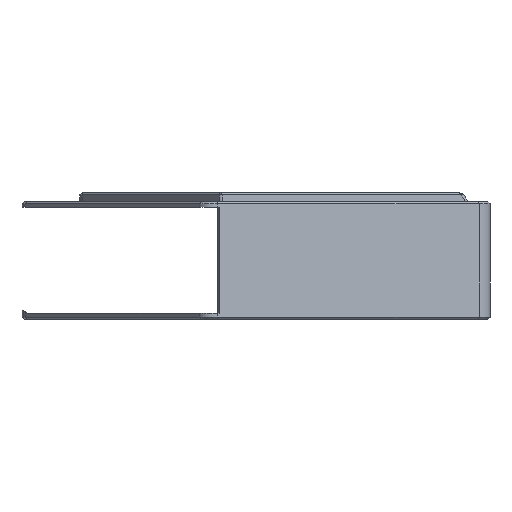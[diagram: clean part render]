
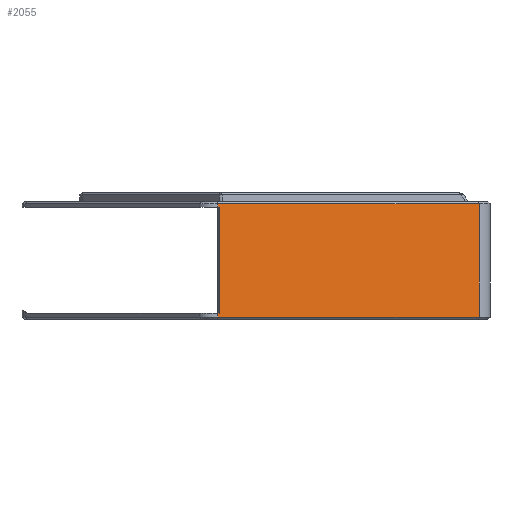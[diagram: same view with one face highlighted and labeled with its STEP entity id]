
A CAD part, front view. The second image highlights one B-rep face of the part: STEP entity #2055.
In plain terms, the highlighted planar face has unit normal (0.337, -0.941, 0).
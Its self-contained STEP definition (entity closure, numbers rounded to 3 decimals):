
#44 = PLANE('',#45);
#45 = AXIS2_PLACEMENT_3D('',#46,#47,#48);
#46 = CARTESIAN_POINT('',(170.281,44.185,-0.375));
#47 = DIRECTION('',(-0.239,0.666,-0.707));
#48 = DIRECTION('',(0.941,0.337,-0.));
#632 = VERTEX_POINT('',#633);
#633 = CARTESIAN_POINT('',(170.408,43.832,-0.75));
#655 = VERTEX_POINT('',#656);
#656 = CARTESIAN_POINT('',(81.662,12.036,-0.75));
#676 = EDGE_CURVE('',#632,#655,#677,.T.);
#677 = SURFACE_CURVE('',#678,(#682,#689),.PCURVE_S1.);
#678 = LINE('',#679,#680);
#679 = CARTESIAN_POINT('',(170.408,43.832,-0.75));
#680 = VECTOR('',#681,1.);
#681 = DIRECTION('',(-0.941,-0.337,0.));
#682 = PCURVE('',#44,#683);
#683 = DEFINITIONAL_REPRESENTATION('',(#684),#688);
#684 = LINE('',#685,#686);
#685 = CARTESIAN_POINT('',(0.,0.53));
#686 = VECTOR('',#687,1.);
#687 = DIRECTION('',(-1.,0.));
#688 = ( GEOMETRIC_REPRESENTATION_CONTEXT(2) 
PARAMETRIC_REPRESENTATION_CONTEXT() REPRESENTATION_CONTEXT('2D SPACE',''
  ) );
#689 = PCURVE('',#690,#695);
#690 = PLANE('',#691);
#691 = AXIS2_PLACEMENT_3D('',#692,#693,#694);
#692 = CARTESIAN_POINT('',(170.408,43.832,0.));
#693 = DIRECTION('',(-0.337,0.941,0.));
#694 = DIRECTION('',(-0.941,-0.337,0.));
#695 = DEFINITIONAL_REPRESENTATION('',(#696),#700);
#696 = LINE('',#697,#698);
#697 = CARTESIAN_POINT('',(-0.,-0.75));
#698 = VECTOR('',#699,1.);
#699 = DIRECTION('',(1.,0.));
#700 = ( GEOMETRIC_REPRESENTATION_CONTEXT(2) 
PARAMETRIC_REPRESENTATION_CONTEXT() REPRESENTATION_CONTEXT('2D SPACE',''
  ) );
#744 = CYLINDRICAL_SURFACE('',#745,5.643);
#745 = AXIS2_PLACEMENT_3D('',#746,#747,#748);
#746 = CARTESIAN_POINT('',(168.451,49.125,0.));
#747 = DIRECTION('',(0.,0.,1.));
#748 = DIRECTION('',(1.,0.,0.));
#799 = CYLINDRICAL_SURFACE('',#800,5.431);
#800 = AXIS2_PLACEMENT_3D('',#801,#802,#803);
#801 = CARTESIAN_POINT('',(79.719,17.107,0.));
#802 = DIRECTION('',(0.,0.,1.));
#803 = DIRECTION('',(1.,0.,0.));
#2055 = ADVANCED_FACE('',(#2056),#690,.F.);
#2056 = FACE_BOUND('',#2057,.F.);
#2057 = EDGE_LOOP('',(#2058,#2081,#2082,#2105,#2133,#2161,#2189,#2217));
#2058 = ORIENTED_EDGE('',*,*,#2059,.F.);
#2059 = EDGE_CURVE('',#655,#2060,#2062,.T.);
#2060 = VERTEX_POINT('',#2061);
#2061 = CARTESIAN_POINT('',(81.662,12.036,-2.));
#2062 = SURFACE_CURVE('',#2063,(#2067,#2074),.PCURVE_S1.);
#2063 = LINE('',#2064,#2065);
#2064 = CARTESIAN_POINT('',(81.662,12.036,0.));
#2065 = VECTOR('',#2066,1.);
#2066 = DIRECTION('',(-0.,-0.,-1.));
#2067 = PCURVE('',#690,#2068);
#2068 = DEFINITIONAL_REPRESENTATION('',(#2069),#2073);
#2069 = LINE('',#2070,#2071);
#2070 = CARTESIAN_POINT('',(94.27,0.));
#2071 = VECTOR('',#2072,1.);
#2072 = DIRECTION('',(0.,-1.));
#2073 = ( GEOMETRIC_REPRESENTATION_CONTEXT(2) 
PARAMETRIC_REPRESENTATION_CONTEXT() REPRESENTATION_CONTEXT('2D SPACE',''
  ) );
#2074 = PCURVE('',#799,#2075);
#2075 = DEFINITIONAL_REPRESENTATION('',(#2076),#2080);
#2076 = LINE('',#2077,#2078);
#2077 = CARTESIAN_POINT('',(5.078,0.));
#2078 = VECTOR('',#2079,1.);
#2079 = DIRECTION('',(0.,-1.));
#2080 = ( GEOMETRIC_REPRESENTATION_CONTEXT(2) 
PARAMETRIC_REPRESENTATION_CONTEXT() REPRESENTATION_CONTEXT('2D SPACE',''
  ) );
#2081 = ORIENTED_EDGE('',*,*,#676,.F.);
#2082 = ORIENTED_EDGE('',*,*,#2083,.T.);
#2083 = EDGE_CURVE('',#632,#2084,#2086,.T.);
#2084 = VERTEX_POINT('',#2085);
#2085 = CARTESIAN_POINT('',(170.408,43.832,-39.25));
#2086 = SURFACE_CURVE('',#2087,(#2091,#2098),.PCURVE_S1.);
#2087 = LINE('',#2088,#2089);
#2088 = CARTESIAN_POINT('',(170.408,43.832,0.));
#2089 = VECTOR('',#2090,1.);
#2090 = DIRECTION('',(-0.,-0.,-1.));
#2091 = PCURVE('',#690,#2092);
#2092 = DEFINITIONAL_REPRESENTATION('',(#2093),#2097);
#2093 = LINE('',#2094,#2095);
#2094 = CARTESIAN_POINT('',(0.,0.));
#2095 = VECTOR('',#2096,1.);
#2096 = DIRECTION('',(0.,-1.));
#2097 = ( GEOMETRIC_REPRESENTATION_CONTEXT(2) 
PARAMETRIC_REPRESENTATION_CONTEXT() REPRESENTATION_CONTEXT('2D SPACE',''
  ) );
#2098 = PCURVE('',#744,#2099);
#2099 = DEFINITIONAL_REPRESENTATION('',(#2100),#2104);
#2100 = LINE('',#2101,#2102);
#2101 = CARTESIAN_POINT('',(5.066,0.));
#2102 = VECTOR('',#2103,1.);
#2103 = DIRECTION('',(0.,-1.));
#2104 = ( GEOMETRIC_REPRESENTATION_CONTEXT(2) 
PARAMETRIC_REPRESENTATION_CONTEXT() REPRESENTATION_CONTEXT('2D SPACE',''
  ) );
#2105 = ORIENTED_EDGE('',*,*,#2106,.T.);
#2106 = EDGE_CURVE('',#2084,#2107,#2109,.T.);
#2107 = VERTEX_POINT('',#2108);
#2108 = CARTESIAN_POINT('',(81.662,12.036,-39.25));
#2109 = SURFACE_CURVE('',#2110,(#2114,#2121),.PCURVE_S1.);
#2110 = LINE('',#2111,#2112);
#2111 = CARTESIAN_POINT('',(170.408,43.832,-39.25));
#2112 = VECTOR('',#2113,1.);
#2113 = DIRECTION('',(-0.941,-0.337,0.));
#2114 = PCURVE('',#690,#2115);
#2115 = DEFINITIONAL_REPRESENTATION('',(#2116),#2120);
#2116 = LINE('',#2117,#2118);
#2117 = CARTESIAN_POINT('',(-0.,-39.25));
#2118 = VECTOR('',#2119,1.);
#2119 = DIRECTION('',(1.,0.));
#2120 = ( GEOMETRIC_REPRESENTATION_CONTEXT(2) 
PARAMETRIC_REPRESENTATION_CONTEXT() REPRESENTATION_CONTEXT('2D SPACE',''
  ) );
#2121 = PCURVE('',#2122,#2127);
#2122 = PLANE('',#2123);
#2123 = AXIS2_PLACEMENT_3D('',#2124,#2125,#2126);
#2124 = CARTESIAN_POINT('',(170.281,44.185,-39.625));
#2125 = DIRECTION('',(0.239,-0.666,-0.707));
#2126 = DIRECTION('',(-0.941,-0.337,0.));
#2127 = DEFINITIONAL_REPRESENTATION('',(#2128),#2132);
#2128 = LINE('',#2129,#2130);
#2129 = CARTESIAN_POINT('',(0.,-0.53));
#2130 = VECTOR('',#2131,1.);
#2131 = DIRECTION('',(1.,0.));
#2132 = ( GEOMETRIC_REPRESENTATION_CONTEXT(2) 
PARAMETRIC_REPRESENTATION_CONTEXT() REPRESENTATION_CONTEXT('2D SPACE',''
  ) );
#2133 = ORIENTED_EDGE('',*,*,#2134,.F.);
#2134 = EDGE_CURVE('',#2135,#2107,#2137,.T.);
#2135 = VERTEX_POINT('',#2136);
#2136 = CARTESIAN_POINT('',(81.662,12.036,-38.));
#2137 = SURFACE_CURVE('',#2138,(#2142,#2149),.PCURVE_S1.);
#2138 = LINE('',#2139,#2140);
#2139 = CARTESIAN_POINT('',(81.662,12.036,0.));
#2140 = VECTOR('',#2141,1.);
#2141 = DIRECTION('',(-0.,-0.,-1.));
#2142 = PCURVE('',#690,#2143);
#2143 = DEFINITIONAL_REPRESENTATION('',(#2144),#2148);
#2144 = LINE('',#2145,#2146);
#2145 = CARTESIAN_POINT('',(94.27,0.));
#2146 = VECTOR('',#2147,1.);
#2147 = DIRECTION('',(0.,-1.));
#2148 = ( GEOMETRIC_REPRESENTATION_CONTEXT(2) 
PARAMETRIC_REPRESENTATION_CONTEXT() REPRESENTATION_CONTEXT('2D SPACE',''
  ) );
#2149 = PCURVE('',#2150,#2155);
#2150 = CYLINDRICAL_SURFACE('',#2151,5.431);
#2151 = AXIS2_PLACEMENT_3D('',#2152,#2153,#2154);
#2152 = CARTESIAN_POINT('',(79.719,17.107,0.));
#2153 = DIRECTION('',(0.,0.,1.));
#2154 = DIRECTION('',(1.,0.,0.));
#2155 = DEFINITIONAL_REPRESENTATION('',(#2156),#2160);
#2156 = LINE('',#2157,#2158);
#2157 = CARTESIAN_POINT('',(5.078,0.));
#2158 = VECTOR('',#2159,1.);
#2159 = DIRECTION('',(0.,-1.));
#2160 = ( GEOMETRIC_REPRESENTATION_CONTEXT(2) 
PARAMETRIC_REPRESENTATION_CONTEXT() REPRESENTATION_CONTEXT('2D SPACE',''
  ) );
#2161 = ORIENTED_EDGE('',*,*,#2162,.T.);
#2162 = EDGE_CURVE('',#2135,#2163,#2165,.T.);
#2163 = VERTEX_POINT('',#2164);
#2164 = CARTESIAN_POINT('',(82.125,12.202,-38.));
#2165 = SURFACE_CURVE('',#2166,(#2170,#2177),.PCURVE_S1.);
#2166 = LINE('',#2167,#2168);
#2167 = CARTESIAN_POINT('',(138.567,32.424,-38.));
#2168 = VECTOR('',#2169,1.);
#2169 = DIRECTION('',(0.941,0.337,0.));
#2170 = PCURVE('',#690,#2171);
#2171 = DEFINITIONAL_REPRESENTATION('',(#2172),#2176);
#2172 = LINE('',#2173,#2174);
#2173 = CARTESIAN_POINT('',(33.822,-38.));
#2174 = VECTOR('',#2175,1.);
#2175 = DIRECTION('',(-1.,0.));
#2176 = ( GEOMETRIC_REPRESENTATION_CONTEXT(2) 
PARAMETRIC_REPRESENTATION_CONTEXT() REPRESENTATION_CONTEXT('2D SPACE',''
  ) );
#2177 = PCURVE('',#2178,#2183);
#2178 = PLANE('',#2179);
#2179 = AXIS2_PLACEMENT_3D('',#2180,#2181,#2182);
#2180 = CARTESIAN_POINT('',(101.436,95.161,-38.));
#2181 = DIRECTION('',(0.,0.,1.));
#2182 = DIRECTION('',(1.,0.,0.));
#2183 = DEFINITIONAL_REPRESENTATION('',(#2184),#2188);
#2184 = LINE('',#2185,#2186);
#2185 = CARTESIAN_POINT('',(37.131,-62.737));
#2186 = VECTOR('',#2187,1.);
#2187 = DIRECTION('',(0.941,0.337));
#2188 = ( GEOMETRIC_REPRESENTATION_CONTEXT(2) 
PARAMETRIC_REPRESENTATION_CONTEXT() REPRESENTATION_CONTEXT('2D SPACE',''
  ) );
#2189 = ORIENTED_EDGE('',*,*,#2190,.F.);
#2190 = EDGE_CURVE('',#2191,#2163,#2193,.T.);
#2191 = VERTEX_POINT('',#2192);
#2192 = CARTESIAN_POINT('',(82.125,12.202,-2.));
#2193 = SURFACE_CURVE('',#2194,(#2198,#2205),.PCURVE_S1.);
#2194 = LINE('',#2195,#2196);
#2195 = CARTESIAN_POINT('',(82.125,12.202,-19.));
#2196 = VECTOR('',#2197,1.);
#2197 = DIRECTION('',(0.,0.,-1.));
#2198 = PCURVE('',#690,#2199);
#2199 = DEFINITIONAL_REPRESENTATION('',(#2200),#2204);
#2200 = LINE('',#2201,#2202);
#2201 = CARTESIAN_POINT('',(93.778,-19.));
#2202 = VECTOR('',#2203,1.);
#2203 = DIRECTION('',(-0.,-1.));
#2204 = ( GEOMETRIC_REPRESENTATION_CONTEXT(2) 
PARAMETRIC_REPRESENTATION_CONTEXT() REPRESENTATION_CONTEXT('2D SPACE',''
  ) );
#2205 = PCURVE('',#2206,#2211);
#2206 = PLANE('',#2207);
#2207 = AXIS2_PLACEMENT_3D('',#2208,#2209,#2210);
#2208 = CARTESIAN_POINT('',(81.662,13.496,-38.));
#2209 = DIRECTION('',(0.941,0.337,0.));
#2210 = DIRECTION('',(0.337,-0.941,0.));
#2211 = DEFINITIONAL_REPRESENTATION('',(#2212),#2216);
#2212 = LINE('',#2213,#2214);
#2213 = CARTESIAN_POINT('',(1.375,-19.));
#2214 = VECTOR('',#2215,1.);
#2215 = DIRECTION('',(0.,1.));
#2216 = ( GEOMETRIC_REPRESENTATION_CONTEXT(2) 
PARAMETRIC_REPRESENTATION_CONTEXT() REPRESENTATION_CONTEXT('2D SPACE',''
  ) );
#2217 = ORIENTED_EDGE('',*,*,#2218,.F.);
#2218 = EDGE_CURVE('',#2060,#2191,#2219,.T.);
#2219 = SURFACE_CURVE('',#2220,(#2224,#2231),.PCURVE_S1.);
#2220 = LINE('',#2221,#2222);
#2221 = CARTESIAN_POINT('',(136.51,31.687,-2.));
#2222 = VECTOR('',#2223,1.);
#2223 = DIRECTION('',(0.941,0.337,0.));
#2224 = PCURVE('',#690,#2225);
#2225 = DEFINITIONAL_REPRESENTATION('',(#2226),#2230);
#2226 = LINE('',#2227,#2228);
#2227 = CARTESIAN_POINT('',(36.008,-2.));
#2228 = VECTOR('',#2229,1.);
#2229 = DIRECTION('',(-1.,0.));
#2230 = ( GEOMETRIC_REPRESENTATION_CONTEXT(2) 
PARAMETRIC_REPRESENTATION_CONTEXT() REPRESENTATION_CONTEXT('2D SPACE',''
  ) );
#2231 = PCURVE('',#2232,#2237);
#2232 = PLANE('',#2233);
#2233 = AXIS2_PLACEMENT_3D('',#2234,#2235,#2236);
#2234 = CARTESIAN_POINT('',(101.436,95.161,-2.));
#2235 = DIRECTION('',(-0.,-0.,-1.));
#2236 = DIRECTION('',(-1.,0.,0.));
#2237 = DEFINITIONAL_REPRESENTATION('',(#2238),#2242);
#2238 = LINE('',#2239,#2240);
#2239 = CARTESIAN_POINT('',(-35.074,-63.474));
#2240 = VECTOR('',#2241,1.);
#2241 = DIRECTION('',(-0.941,0.337));
#2242 = ( GEOMETRIC_REPRESENTATION_CONTEXT(2) 
PARAMETRIC_REPRESENTATION_CONTEXT() REPRESENTATION_CONTEXT('2D SPACE',''
  ) );
